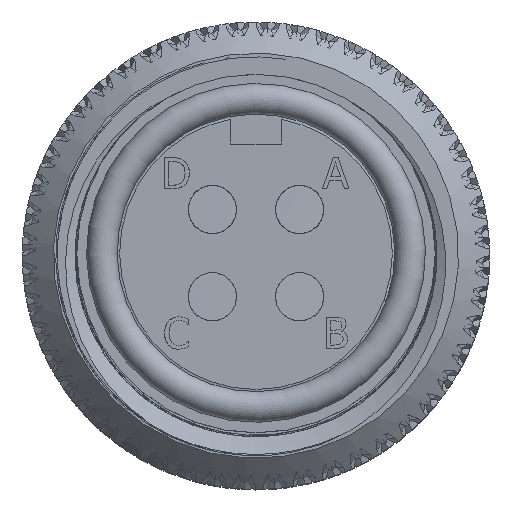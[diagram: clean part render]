
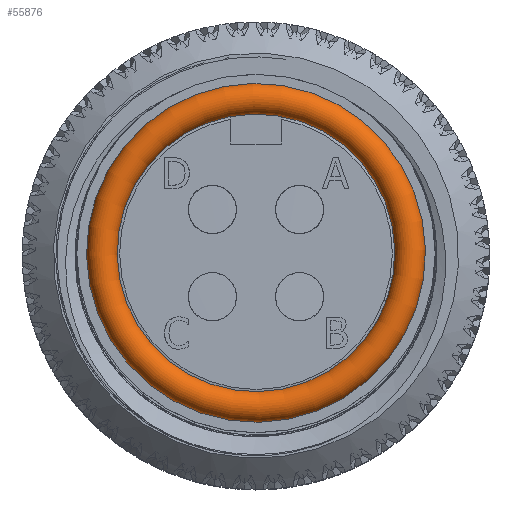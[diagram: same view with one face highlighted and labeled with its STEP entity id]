
A CAD part, top view. The second image highlights one B-rep face of the part: STEP entity #55876.
In plain terms, the highlighted toroidal (fillet/blend) face has major radius 5.025 mm and minor radius 0.5 mm.
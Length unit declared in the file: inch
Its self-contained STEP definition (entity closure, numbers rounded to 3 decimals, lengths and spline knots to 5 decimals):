
#214=TOROIDAL_SURFACE('',#57277,0.19783,0.01969);
#3513=CIRCLE('',#57278,0.01969);
#3514=CIRCLE('',#57279,0.17815);
#7368=FACE_OUTER_BOUND('',#11152,.T.);
#11152=EDGE_LOOP('',(#47206,#47207,#47208,#47209));
#23377=VERTEX_POINT('',#189965);
#31366=EDGE_CURVE('',#23377,#23377,#3513,.T.);
#31367=EDGE_CURVE('',#23377,#23377,#3514,.T.);
#47206=ORIENTED_EDGE('',*,*,#31366,.F.);
#47207=ORIENTED_EDGE('',*,*,#31367,.T.);
#47208=ORIENTED_EDGE('',*,*,#31366,.T.);
#47209=ORIENTED_EDGE('',*,*,#31367,.F.);
#55876=ADVANCED_FACE('',(#7368),#214,.T.);
#57277=AXIS2_PLACEMENT_3D('',#189964,#60494,#60495);
#57278=AXIS2_PLACEMENT_3D('',#189966,#60496,#60497);
#57279=AXIS2_PLACEMENT_3D('',#189967,#60498,#60499);
#60494=DIRECTION('center_axis',(0.,0.,
-1.));
#60495=DIRECTION('ref_axis',(-0.778,0.629,0.));
#60496=DIRECTION('center_axis',(-0.629,-0.778,0.));
#60497=DIRECTION('ref_axis',(0.778,-0.629,0.));
#60498=DIRECTION('center_axis',(0.,0.,
1.));
#60499=DIRECTION('ref_axis',(-0.778,0.629,0.));
#189964=CARTESIAN_POINT('Origin',(0.,0.,
0.18));
#189965=CARTESIAN_POINT('',(0.13852,-0.11203,0.18));
#189966=CARTESIAN_POINT('Origin',(0.15382,-0.12441,
0.18));
#189967=CARTESIAN_POINT('Origin',(0.,0.,
0.18));
